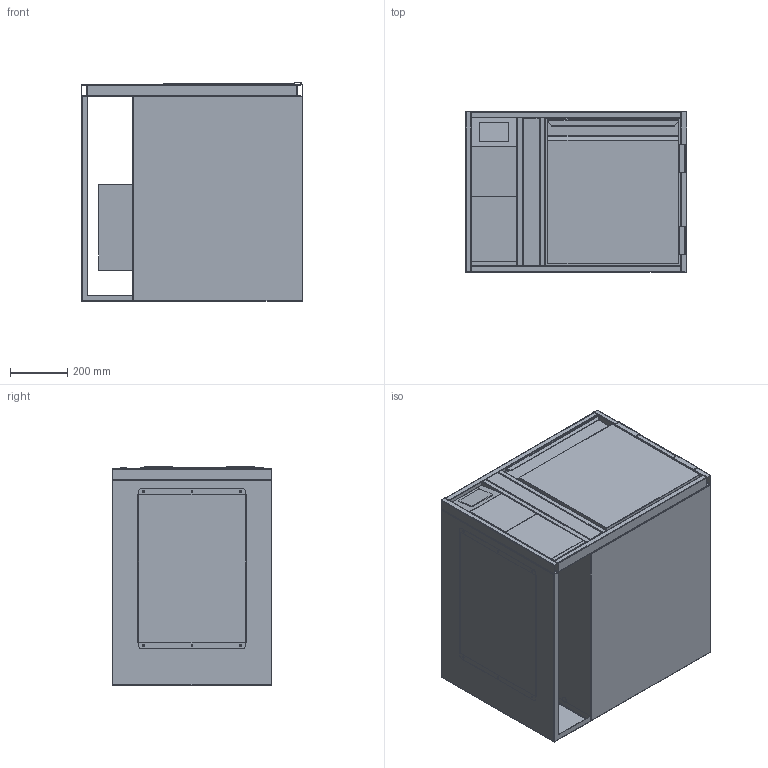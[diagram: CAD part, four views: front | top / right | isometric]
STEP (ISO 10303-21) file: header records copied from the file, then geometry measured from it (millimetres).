
FILE_DESCRIPTION (( 'STEP AP203' ), '1' );
FILE_NAME ('G-BKZ-1-56-L-1T.step', '2024-02-26T13:32:21', ( '' ), ( '' ), 'SwSTEP 2.0', 'SolidWorks 2023', '' );
FILE_SCHEMA (( 'CONFIG_CONTROL_DESIGN' ));
Length unit declared in the file: millimetre
Products named in the file (8): 20-03-43319_G-BK-Einbauelement-Tür-475-760-560-R; 18-06-35404_TUER-460-505-R; 21-01-47565_G-KT-FRR-560-775--595B-1SV60-180; 24-02-55011_G-KT-Fach-Z-L-180-760-560; 20-03-43331_G-KT-Auflage-475-760-ohne-Rost; 24-02-55012_G-KT-Korpus-595-760-560-L; G-BKZ-1-56-L-1T; 20-03-43318_G-KT-Rahmen-Tür-475-560
Assembly tree (10 placements, depth 3):
  G-BKZ-1-56-L-1T
    24-02-55012_G-KT-Korpus-595-760-560-L
    21-01-47565_G-KT-FRR-560-775--595B-1SV60-180
    24-02-55011_G-KT-Fach-Z-L-180-760-560
    20-03-43319_G-BK-Einbauelement-Tür-475-760-560-R
      20-03-43318_G-KT-Rahmen-Tür-475-560
      18-06-35404_TUER-460-505-R
      20-03-43331_G-KT-Auflage-475-760-ohne-Rost  x4
Bounding box: 776 x 560 x 767.5 mm (x, y, z)
Volume: 10602264.7 mm3; surface area: 8251220.2 mm2
Topology: 18 solids, 23 shells, 582 faces, 1411 edges, 862 vertices
Faces by surface type: plane 334, cylinder 203, sphere 22, torus 16, bspline 7
Entity records: 15309 total; most frequent: CARTESIAN_POINT 2757, DIRECTION 2472, ORIENTED_EDGE 2370, EDGE_CURVE 1187, AXIS2_PLACEMENT_3D 839, LINE 794, VECTOR 794, VERTEX_POINT 742
